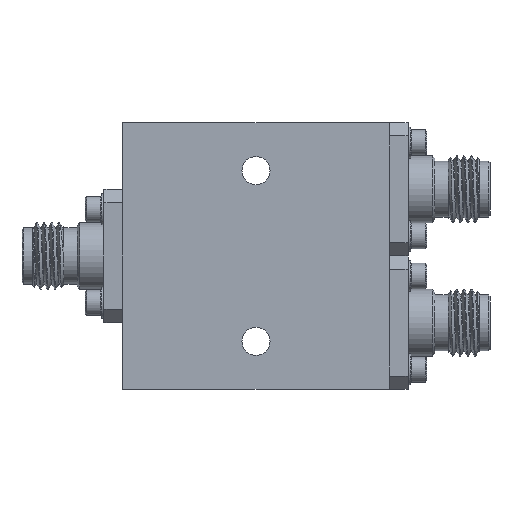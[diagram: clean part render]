
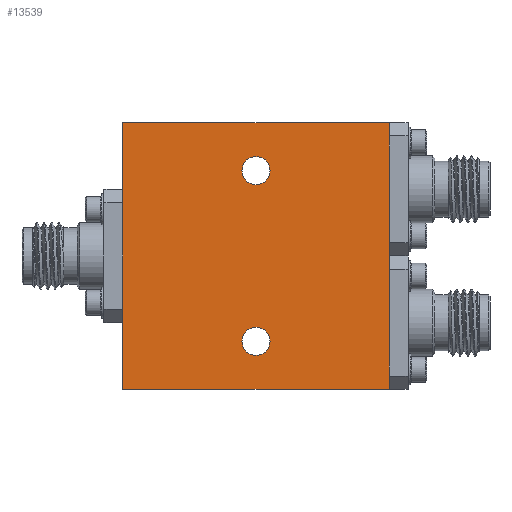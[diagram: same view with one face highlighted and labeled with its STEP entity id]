
A CAD part, front view. The second image highlights one B-rep face of the part: STEP entity #13539.
In plain terms, the highlighted planar face has unit normal (0, -1, 0).
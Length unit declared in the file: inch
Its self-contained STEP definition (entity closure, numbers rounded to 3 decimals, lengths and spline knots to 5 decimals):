
#107 = ORIENTED_EDGE ( 'NONE', *, *, #9413, .F. ) ;
#201 = CARTESIAN_POINT ( 'NONE',  ( 0.5, -0.25, -0.5 ) ) ;
#439 = CARTESIAN_POINT ( 'NONE',  ( 0., -0.25, 0.32 ) ) ;
#614 = CARTESIAN_POINT ( 'NONE',  ( -0.5, -0.25, -0.5 ) ) ;
#808 = DIRECTION ( 'NONE',  ( 0., 0., 1. ) ) ;
#1077 = VERTEX_POINT ( 'NONE', #13500 ) ;
#1337 = AXIS2_PLACEMENT_3D ( 'NONE', #12213, #19133, #11962 ) ;
#1471 = CARTESIAN_POINT ( 'NONE',  ( 0.5, -0.25, -0.05 ) ) ;
#1642 = ORIENTED_EDGE ( 'NONE', *, *, #11701, .T. ) ;
#1835 = VERTEX_POINT ( 'NONE', #9396 ) ;
#2361 = PLANE ( 'NONE',  #19580 ) ;
#2606 = VERTEX_POINT ( 'NONE', #15480 ) ;
#3185 = LINE ( 'NONE', #10788, #21960 ) ;
#3501 = EDGE_CURVE ( 'NONE', #4435, #9375, #22002, .T. ) ;
#3601 = VECTOR ( 'NONE', #4738, 39.37008 ) ;
#3831 = LINE ( 'NONE', #11431, #3854 ) ;
#3854 = VECTOR ( 'NONE', #17179, 39.37008 ) ;
#3980 = VECTOR ( 'NONE', #21170, 39.37008 ) ;
#4390 = VECTOR ( 'NONE', #13052, 39.37008 ) ;
#4435 = VERTEX_POINT ( 'NONE', #22910 ) ;
#4653 = LINE ( 'NONE', #12021, #8007 ) ;
#4709 = DIRECTION ( 'NONE',  ( 0., 1., 0. ) ) ;
#4738 = DIRECTION ( 'NONE',  ( 0., 0., -1. ) ) ;
#5276 = VERTEX_POINT ( 'NONE', #7008 ) ;
#6004 = CARTESIAN_POINT ( 'NONE',  ( 0., -0.25, 0.3725 ) ) ;
#6489 = VERTEX_POINT ( 'NONE', #614 ) ;
#6579 = CARTESIAN_POINT ( 'NONE',  ( -0.57, -0.25, -0.25 ) ) ;
#6581 = CARTESIAN_POINT ( 'NONE',  ( -0.5, -0.25, 0.5 ) ) ;
#6905 = CARTESIAN_POINT ( 'NONE',  ( 0.5, -0.25, -0.25 ) ) ;
#7008 = CARTESIAN_POINT ( 'NONE',  ( 0., -0.25, -0.2675 ) ) ;
#7030 = DIRECTION ( 'NONE',  ( 0., 0., 1. ) ) ;
#7436 = CARTESIAN_POINT ( 'NONE',  ( -0.5, -0.25, 0.5 ) ) ;
#7459 = CIRCLE ( 'NONE', #13849, 0.0525 ) ;
#7765 = EDGE_CURVE ( 'NONE', #5276, #5276, #12060, .T. ) ;
#8007 = VECTOR ( 'NONE', #17770, 39.37008 ) ;
#8467 = FACE_BOUND ( 'NONE', #22735, .T. ) ;
#9375 = VERTEX_POINT ( 'NONE', #1471 ) ;
#9396 = CARTESIAN_POINT ( 'NONE',  ( 0.5, -0.25, 0.5 ) ) ;
#9413 = EDGE_CURVE ( 'NONE', #12393, #22056, #20569, .T. ) ;
#9905 = VERTEX_POINT ( 'NONE', #13134 ) ;
#10403 = CARTESIAN_POINT ( 'NONE',  ( 0.5, -0.25, 0.45 ) ) ;
#10449 = LINE ( 'NONE', #6581, #10758 ) ;
#10647 = LINE ( 'NONE', #6905, #14725 ) ;
#10758 = VECTOR ( 'NONE', #23734, 39.37008 ) ;
#10788 = CARTESIAN_POINT ( 'NONE',  ( 0.5, -0.25, 0.5 ) ) ;
#10947 = CARTESIAN_POINT ( 'NONE',  ( -0.5, -0.25, -0.25 ) ) ;
#11431 = CARTESIAN_POINT ( 'NONE',  ( -0.5, -0.25, 0.5 ) ) ;
#11701 = EDGE_CURVE ( 'NONE', #4435, #14645, #4653, .T. ) ;
#11962 = DIRECTION ( 'NONE',  ( 0., 0., 1. ) ) ;
#12021 = CARTESIAN_POINT ( 'NONE',  ( 0.5, -0.25, -0.25 ) ) ;
#12060 = CIRCLE ( 'NONE', #1337, 0.0525 ) ;
#12213 = CARTESIAN_POINT ( 'NONE',  ( 0., -0.25, -0.32 ) ) ;
#12393 = VERTEX_POINT ( 'NONE', #15454 ) ;
#12449 = FACE_BOUND ( 'NONE', #15336, .T. ) ;
#12802 = ORIENTED_EDGE ( 'NONE', *, *, #16913, .T. ) ;
#13052 = DIRECTION ( 'NONE',  ( 0., 0., -1. ) ) ;
#13134 = CARTESIAN_POINT ( 'NONE',  ( -0.5, -0.25, 0.2 ) ) ;
#13281 = LINE ( 'NONE', #18915, #3980 ) ;
#13294 = ORIENTED_EDGE ( 'NONE', *, *, #19790, .F. ) ;
#13500 = CARTESIAN_POINT ( 'NONE',  ( -0.5, -0.25, 0.5 ) ) ;
#13539 = ADVANCED_FACE ( 'NONE', ( #17823, #8467, #12449 ), #2361, .F. ) ;
#13849 = AXIS2_PLACEMENT_3D ( 'NONE', #439, #14133, #808 ) ;
#14133 = DIRECTION ( 'NONE',  ( 0., 1., 0. ) ) ;
#14234 = CARTESIAN_POINT ( 'NONE',  ( 0.5, -0.25, 0.5 ) ) ;
#14645 = VERTEX_POINT ( 'NONE', #10403 ) ;
#14725 = VECTOR ( 'NONE', #7030, 39.37008 ) ;
#15336 = EDGE_LOOP ( 'NONE', ( #12802 ) ) ;
#15454 = CARTESIAN_POINT ( 'NONE',  ( 0.5, -0.25, -0.45 ) ) ;
#15480 = CARTESIAN_POINT ( 'NONE',  ( -0.5, -0.25, -0.2 ) ) ;
#15710 = EDGE_CURVE ( 'NONE', #12393, #9375, #10647, .T. ) ;
#16176 = EDGE_CURVE ( 'NONE', #9905, #1077, #10449, .T. ) ;
#16189 = DIRECTION ( 'NONE',  ( 1., 0., 0. ) ) ;
#16913 = EDGE_CURVE ( 'NONE', #21764, #21764, #7459, .T. ) ;
#17052 = LINE ( 'NONE', #7436, #17988 ) ;
#17179 = DIRECTION ( 'NONE',  ( 0., 0., 1. ) ) ;
#17770 = DIRECTION ( 'NONE',  ( 0., 0., 1. ) ) ;
#17823 = FACE_OUTER_BOUND ( 'NONE', #18095, .T. ) ;
#17933 = ORIENTED_EDGE ( 'NONE', *, *, #16176, .F. ) ;
#17988 = VECTOR ( 'NONE', #23209, 39.37008 ) ;
#18095 = EDGE_LOOP ( 'NONE', ( #17933, #24153, #19364, #20005, #107, #19924, #21847, #1642, #13294, #23267 ) ) ;
#18766 = EDGE_CURVE ( 'NONE', #6489, #2606, #3831, .T. ) ;
#18915 = CARTESIAN_POINT ( 'NONE',  ( -0.5, -0.25, -0.5 ) ) ;
#19133 = DIRECTION ( 'NONE',  ( 0., 1., 0. ) ) ;
#19171 = VECTOR ( 'NONE', #20325, 39.37008 ) ;
#19364 = ORIENTED_EDGE ( 'NONE', *, *, #18766, .F. ) ;
#19580 = AXIS2_PLACEMENT_3D ( 'NONE', #6579, #4709, #16189 ) ;
#19790 = EDGE_CURVE ( 'NONE', #1835, #14645, #3185, .T. ) ;
#19924 = ORIENTED_EDGE ( 'NONE', *, *, #15710, .T. ) ;
#20005 = ORIENTED_EDGE ( 'NONE', *, *, #24734, .F. ) ;
#20325 = DIRECTION ( 'NONE',  ( 0., 0., -1. ) ) ;
#20341 = LINE ( 'NONE', #10947, #4390 ) ;
#20569 = LINE ( 'NONE', #24089, #19171 ) ;
#21170 = DIRECTION ( 'NONE',  ( -1., 0., 0. ) ) ;
#21764 = VERTEX_POINT ( 'NONE', #6004 ) ;
#21847 = ORIENTED_EDGE ( 'NONE', *, *, #3501, .F. ) ;
#21960 = VECTOR ( 'NONE', #24199, 39.37008 ) ;
#22002 = LINE ( 'NONE', #14234, #3601 ) ;
#22056 = VERTEX_POINT ( 'NONE', #201 ) ;
#22735 = EDGE_LOOP ( 'NONE', ( #23500 ) ) ;
#22910 = CARTESIAN_POINT ( 'NONE',  ( 0.5, -0.25, 0.05 ) ) ;
#23209 = DIRECTION ( 'NONE',  ( 1., 0., 0. ) ) ;
#23267 = ORIENTED_EDGE ( 'NONE', *, *, #24205, .F. ) ;
#23500 = ORIENTED_EDGE ( 'NONE', *, *, #7765, .T. ) ;
#23734 = DIRECTION ( 'NONE',  ( 0., 0., 1. ) ) ;
#24021 = EDGE_CURVE ( 'NONE', #9905, #2606, #20341, .T. ) ;
#24089 = CARTESIAN_POINT ( 'NONE',  ( 0.5, -0.25, 0.5 ) ) ;
#24153 = ORIENTED_EDGE ( 'NONE', *, *, #24021, .T. ) ;
#24199 = DIRECTION ( 'NONE',  ( 0., 0., -1. ) ) ;
#24205 = EDGE_CURVE ( 'NONE', #1077, #1835, #17052, .T. ) ;
#24734 = EDGE_CURVE ( 'NONE', #22056, #6489, #13281, .T. ) ;
